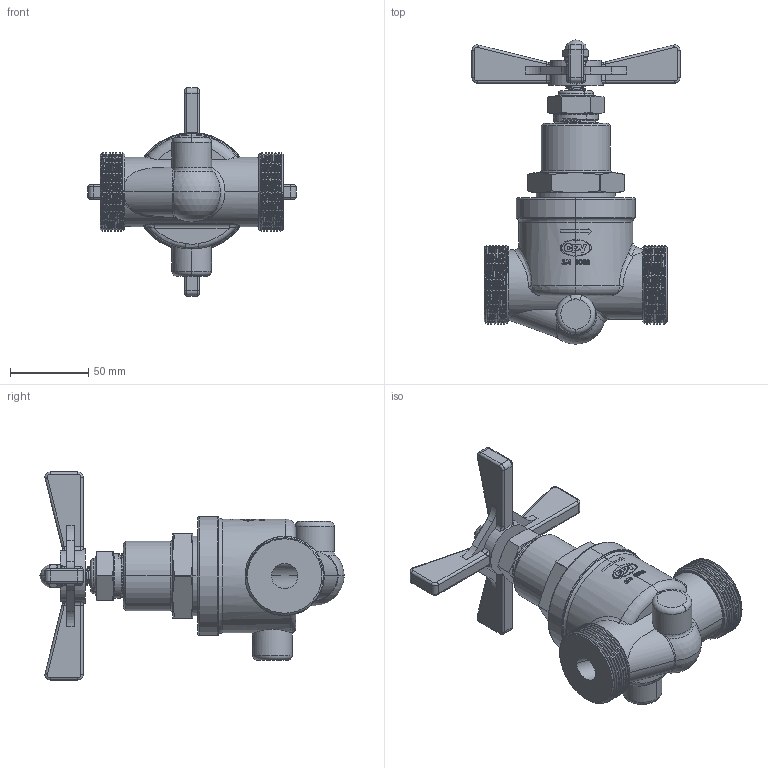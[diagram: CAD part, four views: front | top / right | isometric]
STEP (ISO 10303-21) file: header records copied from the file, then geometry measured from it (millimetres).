
FILE_DESCRIPTION (( 'STEP AP214' ), '1' );
FILE_NAME ('380-4.STEP', '2018-01-25T16:28:39', ( '' ), ( '' ), 'SwSTEP 2.0', 'SolidWorks 2018', '' );
FILE_SCHEMA (( 'AUTOMOTIVE_DESIGN' ));
Length unit declared in the file: inch
Products named in the file (1): 380-4
Bounding box: 133.35 x 194.98 x 133.35 mm (x, y, z)
Volume: 535141.5 mm3; surface area: 90119.1 mm2
Topology: 2 solids, 2 shells, 737 faces, 1950 edges, 1244 vertices
Faces by surface type: cylinder 249, bspline 223, plane 139, cone 61, torus 59, sphere 6
Entity records: 124930 total; most frequent: CARTESIAN_POINT 106131, ORIENTED_EDGE 3894, DIRECTION 2522, EDGE_CURVE 1947, VERTEX_POINT 1242, AXIS2_PLACEMENT_3D 1021, EDGE_LOOP 771, ADVANCED_FACE 737
